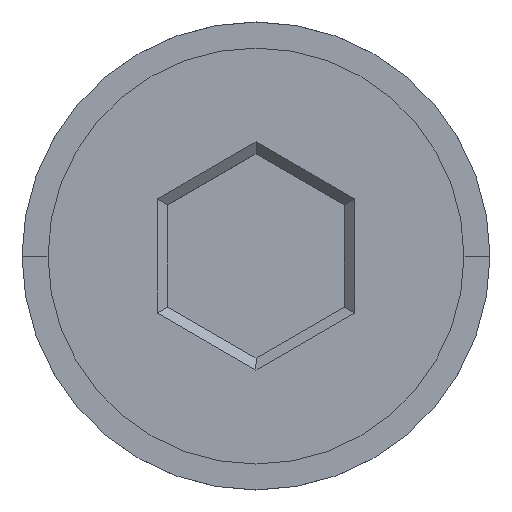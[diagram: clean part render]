
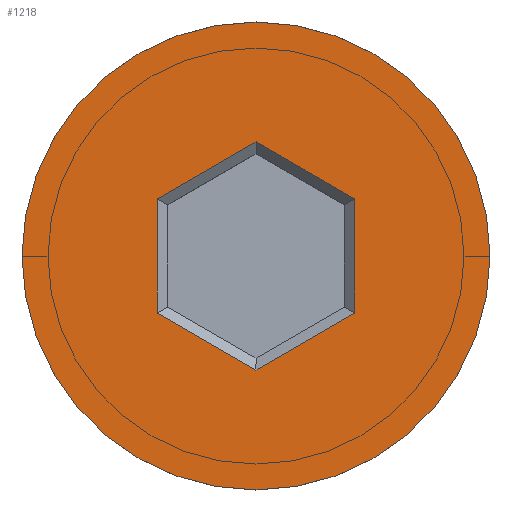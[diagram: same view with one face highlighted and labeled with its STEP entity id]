
A CAD part, top view. The second image highlights one B-rep face of the part: STEP entity #1218.
In plain terms, the highlighted planar face has unit normal (0, 0, 1).
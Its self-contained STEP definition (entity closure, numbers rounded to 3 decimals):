
#7 = DIRECTION ( 'NONE',  ( 0., 0., 1. ) ) ;
#10 = PLANE ( 'NONE',  #717 ) ;
#12 = DIRECTION ( 'NONE',  ( 0., 1., 0. ) ) ;
#23 = CARTESIAN_POINT ( 'NONE',  ( 1.8, 1.155, 0. ) ) ;
#32 = VERTEX_POINT ( 'NONE', #402 ) ;
#45 = VERTEX_POINT ( 'NONE', #744 ) ;
#60 = DIRECTION ( 'NONE',  ( 0., 0., 1. ) ) ;
#121 = CARTESIAN_POINT ( 'NONE',  ( -1.9, -1.097, 0. ) ) ;
#134 = DIRECTION ( 'NONE',  ( 1., 0., 0. ) ) ;
#173 = VECTOR ( 'NONE', #296, 1000. ) ;
#203 = CARTESIAN_POINT ( 'NONE',  ( 0.1, -2.136, 0. ) ) ;
#210 = DIRECTION ( 'NONE',  ( -0.866, 0.5, 0. ) ) ;
#231 = CARTESIAN_POINT ( 'NONE',  ( -1.9, 0.981, 0. ) ) ;
#238 = LINE ( 'NONE', #231, #853 ) ;
#258 = EDGE_LOOP ( 'NONE', ( #837, #760 ) ) ;
#277 = ORIENTED_EDGE ( 'NONE', *, *, #640, .T. ) ;
#296 = DIRECTION ( 'NONE',  ( -0.866, -0.5, 0. ) ) ;
#300 = LINE ( 'NONE', #836, #1228 ) ;
#315 = CARTESIAN_POINT ( 'NONE',  ( 1.9, -1.097, 0. ) ) ;
#342 = CARTESIAN_POINT ( 'NONE',  ( 0., 0., 0. ) ) ;
#353 = LINE ( 'NONE', #993, #903 ) ;
#365 = ORIENTED_EDGE ( 'NONE', *, *, #1390, .T. ) ;
#402 = CARTESIAN_POINT ( 'NONE',  ( -1.9, 1.097, 0. ) ) ;
#409 = VERTEX_POINT ( 'NONE', #1194 ) ;
#446 = CARTESIAN_POINT ( 'NONE',  ( 0., 0., 0. ) ) ;
#465 = DIRECTION ( 'NONE',  ( 0.866, -0.5, 0. ) ) ;
#476 = EDGE_CURVE ( 'NONE', #585, #501, #736, .T. ) ;
#501 = VERTEX_POINT ( 'NONE', #1046 ) ;
#524 = DIRECTION ( 'NONE',  ( 1., 0., 0. ) ) ;
#530 = CARTESIAN_POINT ( 'NONE',  ( 0., 2.194, 0. ) ) ;
#537 = LINE ( 'NONE', #203, #173 ) ;
#579 = EDGE_CURVE ( 'NONE', #45, #721, #300, .T. ) ;
#585 = VERTEX_POINT ( 'NONE', #641 ) ;
#597 = CARTESIAN_POINT ( 'NONE',  ( 0., 0., 0. ) ) ;
#609 = VERTEX_POINT ( 'NONE', #315 ) ;
#640 = EDGE_CURVE ( 'NONE', #609, #45, #537, .T. ) ;
#641 = CARTESIAN_POINT ( 'NONE',  ( -4.5, 0., 0. ) ) ;
#664 = DIRECTION ( 'NONE',  ( 0., 0., 1. ) ) ;
#702 = ORIENTED_EDGE ( 'NONE', *, *, #1065, .T. ) ;
#715 = LINE ( 'NONE', #23, #827 ) ;
#717 = AXIS2_PLACEMENT_3D ( 'NONE', #342, #664, #134 ) ;
#721 = VERTEX_POINT ( 'NONE', #121 ) ;
#736 = CIRCLE ( 'NONE', #1361, 4.5 ) ;
#744 = CARTESIAN_POINT ( 'NONE',  ( 0., -2.194, 0. ) ) ;
#760 = ORIENTED_EDGE ( 'NONE', *, *, #476, .T. ) ;
#762 = AXIS2_PLACEMENT_3D ( 'NONE', #446, #7, #524 ) ;
#802 = DIRECTION ( 'NONE',  ( 1., 0., 0. ) ) ;
#823 = EDGE_LOOP ( 'NONE', ( #1251, #1380, #702, #1293, #365, #277 ) ) ;
#827 = VECTOR ( 'NONE', #465, 1000. ) ;
#836 = CARTESIAN_POINT ( 'NONE',  ( -1.8, -1.155, 0. ) ) ;
#837 = ORIENTED_EDGE ( 'NONE', *, *, #1162, .T. ) ;
#853 = VECTOR ( 'NONE', #12, 1000. ) ;
#903 = VECTOR ( 'NONE', #1438, 1000. ) ;
#937 = EDGE_CURVE ( 'NONE', #1191, #409, #715, .T. ) ;
#955 = CARTESIAN_POINT ( 'NONE',  ( -0.1, 2.136, 0. ) ) ;
#958 = EDGE_CURVE ( 'NONE', #721, #32, #238, .T. ) ;
#993 = CARTESIAN_POINT ( 'NONE',  ( 1.9, -0.981, 0. ) ) ;
#1038 = CIRCLE ( 'NONE', #762, 4.5 ) ;
#1046 = CARTESIAN_POINT ( 'NONE',  ( 4.5, 0., 0. ) ) ;
#1065 = EDGE_CURVE ( 'NONE', #32, #1191, #1397, .T. ) ;
#1131 = FACE_OUTER_BOUND ( 'NONE', #258, .T. ) ;
#1162 = EDGE_CURVE ( 'NONE', #501, #585, #1038, .T. ) ;
#1191 = VERTEX_POINT ( 'NONE', #530 ) ;
#1194 = CARTESIAN_POINT ( 'NONE',  ( 1.9, 1.097, 0. ) ) ;
#1218 = ADVANCED_FACE ( 'NONE', ( #1353, #1131 ), #10, .T. ) ;
#1228 = VECTOR ( 'NONE', #210, 1000. ) ;
#1251 = ORIENTED_EDGE ( 'NONE', *, *, #579, .T. ) ;
#1293 = ORIENTED_EDGE ( 'NONE', *, *, #937, .T. ) ;
#1298 = VECTOR ( 'NONE', #1404, 1000. ) ;
#1353 = FACE_BOUND ( 'NONE', #823, .T. ) ;
#1361 = AXIS2_PLACEMENT_3D ( 'NONE', #597, #60, #802 ) ;
#1380 = ORIENTED_EDGE ( 'NONE', *, *, #958, .T. ) ;
#1390 = EDGE_CURVE ( 'NONE', #409, #609, #353, .T. ) ;
#1397 = LINE ( 'NONE', #955, #1298 ) ;
#1404 = DIRECTION ( 'NONE',  ( 0.866, 0.5, 0. ) ) ;
#1438 = DIRECTION ( 'NONE',  ( 0., -1., 0. ) ) ;
